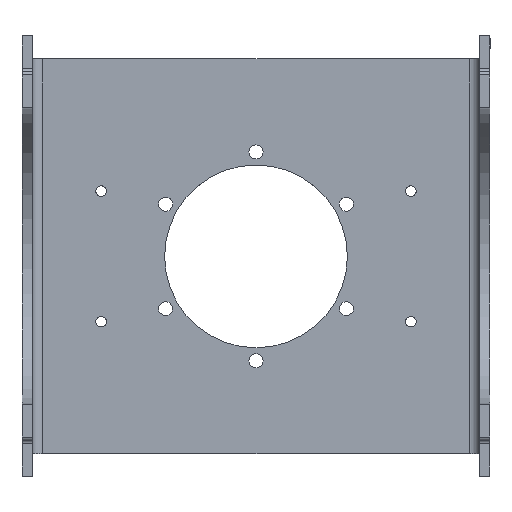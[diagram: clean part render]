
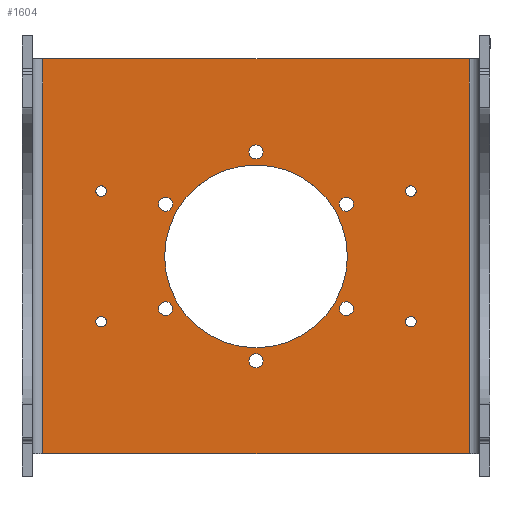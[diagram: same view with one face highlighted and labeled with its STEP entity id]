
A CAD part, top view. The second image highlights one B-rep face of the part: STEP entity #1604.
In plain terms, the highlighted planar face has unit normal (0, 0, 1).
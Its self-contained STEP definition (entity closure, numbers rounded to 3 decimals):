
#66=FACE_BOUND('',#262,.T.);
#67=FACE_BOUND('',#263,.T.);
#68=FACE_BOUND('',#264,.T.);
#69=FACE_BOUND('',#265,.T.);
#70=FACE_BOUND('',#266,.T.);
#71=FACE_BOUND('',#267,.T.);
#72=FACE_BOUND('',#268,.T.);
#73=FACE_BOUND('',#269,.T.);
#74=FACE_BOUND('',#270,.T.);
#75=FACE_BOUND('',#271,.T.);
#76=FACE_BOUND('',#272,.T.);
#90=PLANE('',#1802);
#137=FACE_OUTER_BOUND('',#261,.T.);
#261=EDGE_LOOP('',(#1340,#1341,#1342,#1343));
#262=EDGE_LOOP('',(#1344,#1345));
#263=EDGE_LOOP('',(#1346,#1347));
#264=EDGE_LOOP('',(#1348,#1349));
#265=EDGE_LOOP('',(#1350,#1351));
#266=EDGE_LOOP('',(#1352,#1353));
#267=EDGE_LOOP('',(#1354,#1355));
#268=EDGE_LOOP('',(#1356,#1357));
#269=EDGE_LOOP('',(#1358,#1359));
#270=EDGE_LOOP('',(#1360,#1361));
#271=EDGE_LOOP('',(#1362,#1363));
#272=EDGE_LOOP('',(#1364,#1365));
#370=LINE('',#2673,#477);
#376=LINE('',#2691,#483);
#384=LINE('',#2732,#491);
#385=LINE('',#2734,#492);
#477=VECTOR('',#2154,10.);
#483=VECTOR('',#2176,10.);
#491=VECTOR('',#2228,10.);
#492=VECTOR('',#2231,10.);
#624=CIRCLE('',#1803,2.15);
#625=CIRCLE('',#1804,2.15);
#626=CIRCLE('',#1805,2.15);
#627=CIRCLE('',#1806,2.15);
#628=CIRCLE('',#1807,2.15);
#629=CIRCLE('',#1808,2.15);
#630=CIRCLE('',#1809,2.15);
#631=CIRCLE('',#1810,2.15);
#632=CIRCLE('',#1811,2.15);
#633=CIRCLE('',#1812,2.15);
#634=CIRCLE('',#1813,2.15);
#635=CIRCLE('',#1814,2.15);
#636=CIRCLE('',#1815,28.);
#637=CIRCLE('',#1816,28.);
#638=CIRCLE('',#1817,1.621);
#639=CIRCLE('',#1818,1.621);
#640=CIRCLE('',#1819,1.621);
#641=CIRCLE('',#1820,1.621);
#642=CIRCLE('',#1821,1.621);
#643=CIRCLE('',#1822,1.621);
#644=CIRCLE('',#1823,1.621);
#645=CIRCLE('',#1824,1.621);
#770=VERTEX_POINT('',#2670);
#771=VERTEX_POINT('',#2672);
#774=VERTEX_POINT('',#2688);
#775=VERTEX_POINT('',#2690);
#787=VERTEX_POINT('',#2735);
#788=VERTEX_POINT('',#2736);
#789=VERTEX_POINT('',#2739);
#790=VERTEX_POINT('',#2740);
#791=VERTEX_POINT('',#2743);
#792=VERTEX_POINT('',#2744);
#793=VERTEX_POINT('',#2747);
#794=VERTEX_POINT('',#2748);
#795=VERTEX_POINT('',#2751);
#796=VERTEX_POINT('',#2752);
#797=VERTEX_POINT('',#2755);
#798=VERTEX_POINT('',#2756);
#799=VERTEX_POINT('',#2759);
#800=VERTEX_POINT('',#2760);
#801=VERTEX_POINT('',#2763);
#802=VERTEX_POINT('',#2764);
#803=VERTEX_POINT('',#2767);
#804=VERTEX_POINT('',#2768);
#805=VERTEX_POINT('',#2771);
#806=VERTEX_POINT('',#2772);
#807=VERTEX_POINT('',#2775);
#808=VERTEX_POINT('',#2776);
#963=EDGE_CURVE('',#771,#770,#370,.T.);
#973=EDGE_CURVE('',#775,#774,#376,.T.);
#993=EDGE_CURVE('',#774,#771,#384,.T.);
#994=EDGE_CURVE('',#770,#775,#385,.T.);
#995=EDGE_CURVE('',#787,#788,#624,.T.);
#996=EDGE_CURVE('',#788,#787,#625,.T.);
#997=EDGE_CURVE('',#789,#790,#626,.T.);
#998=EDGE_CURVE('',#790,#789,#627,.T.);
#999=EDGE_CURVE('',#791,#792,#628,.T.);
#1000=EDGE_CURVE('',#792,#791,#629,.T.);
#1001=EDGE_CURVE('',#793,#794,#630,.T.);
#1002=EDGE_CURVE('',#794,#793,#631,.T.);
#1003=EDGE_CURVE('',#795,#796,#632,.T.);
#1004=EDGE_CURVE('',#796,#795,#633,.T.);
#1005=EDGE_CURVE('',#797,#798,#634,.T.);
#1006=EDGE_CURVE('',#798,#797,#635,.T.);
#1007=EDGE_CURVE('',#799,#800,#636,.T.);
#1008=EDGE_CURVE('',#800,#799,#637,.T.);
#1009=EDGE_CURVE('',#801,#802,#638,.T.);
#1010=EDGE_CURVE('',#802,#801,#639,.T.);
#1011=EDGE_CURVE('',#803,#804,#640,.T.);
#1012=EDGE_CURVE('',#804,#803,#641,.T.);
#1013=EDGE_CURVE('',#805,#806,#642,.T.);
#1014=EDGE_CURVE('',#806,#805,#643,.T.);
#1015=EDGE_CURVE('',#807,#808,#644,.T.);
#1016=EDGE_CURVE('',#808,#807,#645,.T.);
#1340=ORIENTED_EDGE('',*,*,#973,.T.);
#1341=ORIENTED_EDGE('',*,*,#993,.T.);
#1342=ORIENTED_EDGE('',*,*,#963,.T.);
#1343=ORIENTED_EDGE('',*,*,#994,.T.);
#1344=ORIENTED_EDGE('',*,*,#995,.T.);
#1345=ORIENTED_EDGE('',*,*,#996,.T.);
#1346=ORIENTED_EDGE('',*,*,#997,.T.);
#1347=ORIENTED_EDGE('',*,*,#998,.T.);
#1348=ORIENTED_EDGE('',*,*,#999,.T.);
#1349=ORIENTED_EDGE('',*,*,#1000,.T.);
#1350=ORIENTED_EDGE('',*,*,#1001,.T.);
#1351=ORIENTED_EDGE('',*,*,#1002,.T.);
#1352=ORIENTED_EDGE('',*,*,#1003,.T.);
#1353=ORIENTED_EDGE('',*,*,#1004,.T.);
#1354=ORIENTED_EDGE('',*,*,#1005,.T.);
#1355=ORIENTED_EDGE('',*,*,#1006,.T.);
#1356=ORIENTED_EDGE('',*,*,#1007,.T.);
#1357=ORIENTED_EDGE('',*,*,#1008,.T.);
#1358=ORIENTED_EDGE('',*,*,#1009,.T.);
#1359=ORIENTED_EDGE('',*,*,#1010,.T.);
#1360=ORIENTED_EDGE('',*,*,#1011,.T.);
#1361=ORIENTED_EDGE('',*,*,#1012,.T.);
#1362=ORIENTED_EDGE('',*,*,#1013,.T.);
#1363=ORIENTED_EDGE('',*,*,#1014,.T.);
#1364=ORIENTED_EDGE('',*,*,#1015,.T.);
#1365=ORIENTED_EDGE('',*,*,#1016,.T.);
#1604=ADVANCED_FACE('',(#137,#66,#67,#68,#69,#70,#71,#72,#73,#74,#75,#76),
#90,.T.);
#1802=AXIS2_PLACEMENT_3D('',#2733,#2229,#2230);
#1803=AXIS2_PLACEMENT_3D('',#2737,#2232,#2233);
#1804=AXIS2_PLACEMENT_3D('',#2738,#2234,#2235);
#1805=AXIS2_PLACEMENT_3D('',#2741,#2236,#2237);
#1806=AXIS2_PLACEMENT_3D('',#2742,#2238,#2239);
#1807=AXIS2_PLACEMENT_3D('',#2745,#2240,#2241);
#1808=AXIS2_PLACEMENT_3D('',#2746,#2242,#2243);
#1809=AXIS2_PLACEMENT_3D('',#2749,#2244,#2245);
#1810=AXIS2_PLACEMENT_3D('',#2750,#2246,#2247);
#1811=AXIS2_PLACEMENT_3D('',#2753,#2248,#2249);
#1812=AXIS2_PLACEMENT_3D('',#2754,#2250,#2251);
#1813=AXIS2_PLACEMENT_3D('',#2757,#2252,#2253);
#1814=AXIS2_PLACEMENT_3D('',#2758,#2254,#2255);
#1815=AXIS2_PLACEMENT_3D('',#2761,#2256,#2257);
#1816=AXIS2_PLACEMENT_3D('',#2762,#2258,#2259);
#1817=AXIS2_PLACEMENT_3D('',#2765,#2260,#2261);
#1818=AXIS2_PLACEMENT_3D('',#2766,#2262,#2263);
#1819=AXIS2_PLACEMENT_3D('',#2769,#2264,#2265);
#1820=AXIS2_PLACEMENT_3D('',#2770,#2266,#2267);
#1821=AXIS2_PLACEMENT_3D('',#2773,#2268,#2269);
#1822=AXIS2_PLACEMENT_3D('',#2774,#2270,#2271);
#1823=AXIS2_PLACEMENT_3D('',#2777,#2272,#2273);
#1824=AXIS2_PLACEMENT_3D('',#2778,#2274,#2275);
#2154=DIRECTION('',(1.,0.,0.));
#2176=DIRECTION('',(-1.,0.,0.));
#2228=DIRECTION('',(0.,-1.,0.));
#2229=DIRECTION('center_axis',(0.,0.,1.));
#2230=DIRECTION('ref_axis',(1.,0.,0.));
#2231=DIRECTION('',(0.,1.,0.));
#2232=DIRECTION('center_axis',(0.,0.,-1.));
#2233=DIRECTION('ref_axis',(1.,0.,0.));
#2234=DIRECTION('center_axis',(0.,0.,-1.));
#2235=DIRECTION('ref_axis',(1.,0.,0.));
#2236=DIRECTION('center_axis',(0.,0.,-1.));
#2237=DIRECTION('ref_axis',(1.,0.,0.));
#2238=DIRECTION('center_axis',(0.,0.,-1.));
#2239=DIRECTION('ref_axis',(1.,0.,0.));
#2240=DIRECTION('center_axis',(0.,0.,-1.));
#2241=DIRECTION('ref_axis',(1.,0.,0.));
#2242=DIRECTION('center_axis',(0.,0.,-1.));
#2243=DIRECTION('ref_axis',(1.,0.,0.));
#2244=DIRECTION('center_axis',(0.,0.,-1.));
#2245=DIRECTION('ref_axis',(1.,0.,0.));
#2246=DIRECTION('center_axis',(0.,0.,-1.));
#2247=DIRECTION('ref_axis',(1.,0.,0.));
#2248=DIRECTION('center_axis',(0.,0.,-1.));
#2249=DIRECTION('ref_axis',(1.,0.,0.));
#2250=DIRECTION('center_axis',(0.,0.,-1.));
#2251=DIRECTION('ref_axis',(1.,0.,0.));
#2252=DIRECTION('center_axis',(0.,0.,-1.));
#2253=DIRECTION('ref_axis',(1.,0.,0.));
#2254=DIRECTION('center_axis',(0.,0.,-1.));
#2255=DIRECTION('ref_axis',(1.,0.,0.));
#2256=DIRECTION('center_axis',(0.,0.,-1.));
#2257=DIRECTION('ref_axis',(1.,0.,0.));
#2258=DIRECTION('center_axis',(0.,0.,-1.));
#2259=DIRECTION('ref_axis',(1.,0.,0.));
#2260=DIRECTION('center_axis',(0.,0.,-1.));
#2261=DIRECTION('ref_axis',(1.,0.,0.));
#2262=DIRECTION('center_axis',(0.,0.,-1.));
#2263=DIRECTION('ref_axis',(1.,0.,0.));
#2264=DIRECTION('center_axis',(0.,0.,-1.));
#2265=DIRECTION('ref_axis',(1.,0.,0.));
#2266=DIRECTION('center_axis',(0.,0.,-1.));
#2267=DIRECTION('ref_axis',(1.,0.,0.));
#2268=DIRECTION('center_axis',(0.,0.,-1.));
#2269=DIRECTION('ref_axis',(1.,0.,0.));
#2270=DIRECTION('center_axis',(0.,0.,-1.));
#2271=DIRECTION('ref_axis',(1.,0.,0.));
#2272=DIRECTION('center_axis',(0.,0.,-1.));
#2273=DIRECTION('ref_axis',(1.,0.,0.));
#2274=DIRECTION('center_axis',(0.,0.,-1.));
#2275=DIRECTION('ref_axis',(1.,0.,0.));
#2670=CARTESIAN_POINT('',(65.3,-60.5,3.2));
#2672=CARTESIAN_POINT('',(-65.3,-60.5,3.2));
#2673=CARTESIAN_POINT('',(0.,-60.5,3.2));
#2688=CARTESIAN_POINT('',(-65.3,60.5,3.2));
#2690=CARTESIAN_POINT('',(65.3,60.5,3.2));
#2691=CARTESIAN_POINT('',(0.,60.5,3.2));
#2732=CARTESIAN_POINT('',(-65.3,-33.75,3.2));
#2733=CARTESIAN_POINT('Origin',(0.,0.,
3.2));
#2734=CARTESIAN_POINT('',(65.3,33.75,3.2));
#2735=CARTESIAN_POINT('',(29.863,16.,3.2));
#2736=CARTESIAN_POINT('',(25.563,16.,3.2));
#2737=CARTESIAN_POINT('Origin',(27.713,16.,3.2));
#2738=CARTESIAN_POINT('Origin',(27.713,16.,3.2));
#2739=CARTESIAN_POINT('',(2.15,-32.,3.2));
#2740=CARTESIAN_POINT('',(-2.15,-32.,3.2));
#2741=CARTESIAN_POINT('Origin',(0.,-32.,3.2));
#2742=CARTESIAN_POINT('Origin',(0.,-32.,3.2));
#2743=CARTESIAN_POINT('',(-25.563,16.,3.2));
#2744=CARTESIAN_POINT('',(-29.863,16.,3.2));
#2745=CARTESIAN_POINT('Origin',(-27.713,16.,3.2));
#2746=CARTESIAN_POINT('Origin',(-27.713,16.,3.2));
#2747=CARTESIAN_POINT('',(2.15,32.,3.2));
#2748=CARTESIAN_POINT('',(-2.15,32.,3.2));
#2749=CARTESIAN_POINT('Origin',(0.,32.,3.2));
#2750=CARTESIAN_POINT('Origin',(0.,32.,3.2));
#2751=CARTESIAN_POINT('',(-25.563,-16.,3.2));
#2752=CARTESIAN_POINT('',(-29.863,-16.,3.2));
#2753=CARTESIAN_POINT('Origin',(-27.713,-16.,3.2));
#2754=CARTESIAN_POINT('Origin',(-27.713,-16.,3.2));
#2755=CARTESIAN_POINT('',(29.863,-16.,3.2));
#2756=CARTESIAN_POINT('',(25.563,-16.,3.2));
#2757=CARTESIAN_POINT('Origin',(27.713,-16.,3.2));
#2758=CARTESIAN_POINT('Origin',(27.713,-16.,3.2));
#2759=CARTESIAN_POINT('',(28.,0.,3.2));
#2760=CARTESIAN_POINT('',(-28.,0.,3.2));
#2761=CARTESIAN_POINT('Origin',(0.,0.,3.2));
#2762=CARTESIAN_POINT('Origin',(0.,0.,3.2));
#2763=CARTESIAN_POINT('',(-45.829,-20.,3.2));
#2764=CARTESIAN_POINT('',(-49.071,-20.,3.2));
#2765=CARTESIAN_POINT('Origin',(-47.45,-20.,3.2));
#2766=CARTESIAN_POINT('Origin',(-47.45,-20.,3.2));
#2767=CARTESIAN_POINT('',(49.071,20.,3.2));
#2768=CARTESIAN_POINT('',(45.829,20.,3.2));
#2769=CARTESIAN_POINT('Origin',(47.45,20.,3.2));
#2770=CARTESIAN_POINT('Origin',(47.45,20.,3.2));
#2771=CARTESIAN_POINT('',(-45.829,20.,3.2));
#2772=CARTESIAN_POINT('',(-49.071,20.,3.2));
#2773=CARTESIAN_POINT('Origin',(-47.45,20.,3.2));
#2774=CARTESIAN_POINT('Origin',(-47.45,20.,3.2));
#2775=CARTESIAN_POINT('',(49.071,-20.,3.2));
#2776=CARTESIAN_POINT('',(45.829,-20.,3.2));
#2777=CARTESIAN_POINT('Origin',(47.45,-20.,3.2));
#2778=CARTESIAN_POINT('Origin',(47.45,-20.,3.2));
